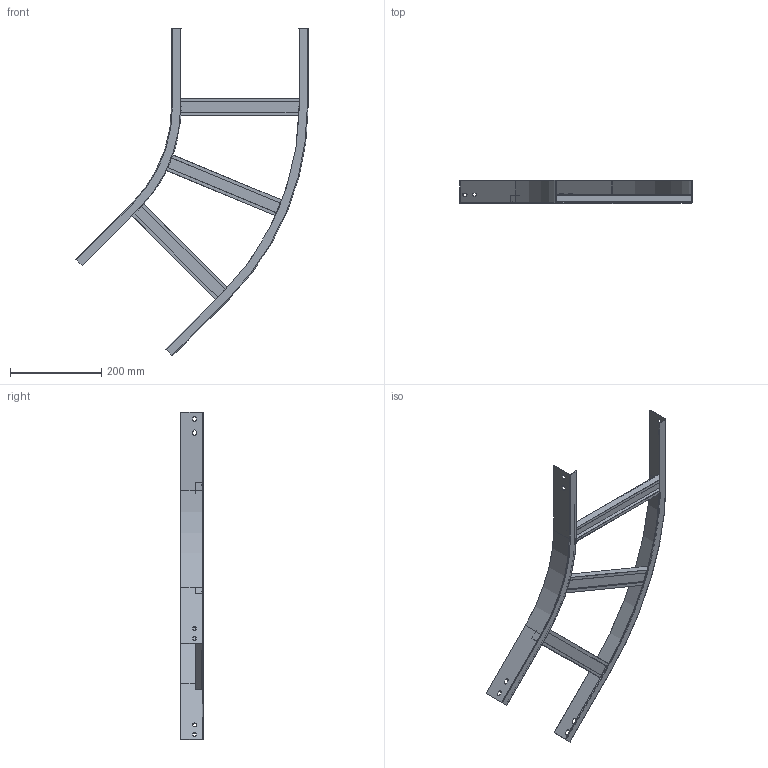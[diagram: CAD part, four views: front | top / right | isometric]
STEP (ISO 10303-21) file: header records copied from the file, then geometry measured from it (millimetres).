
FILE_DESCRIPTION (( 'STEP AP203' ), '1' );
FILE_NAME ('Óãîë ãîðèçîíòàëüíûé 45ãð R300_LC0533.step', '2012-12-18T12:44:31', ( 'Àñååâ' ), ( '' ), 'SwSTEP 2.0', 'SolidWorks 2012', '' );
FILE_SCHEMA (( 'CONFIG_CONTROL_DESIGN' ));
Length unit declared in the file: millimetre
Products named in the file (1): 鱼铍 泐痂珙眚嚯 45沭 R300_LC0533
Bounding box: 510.2 x 50 x 719.59 mm (x, y, z)
Volume: 193515.9 mm3; surface area: 340994 mm2
Topology: 1 solids, 1 shells, 146 faces, 424 edges, 264 vertices
Faces by surface type: plane 106, cylinder 34, torus 6
Entity records: 4889 total; most frequent: ORIENTED_EDGE 848, CARTESIAN_POINT 835, DIRECTION 826, EDGE_CURVE 424, VECTOR 316, LINE 316, VERTEX_POINT 264, AXIS2_PLACEMENT_3D 255
